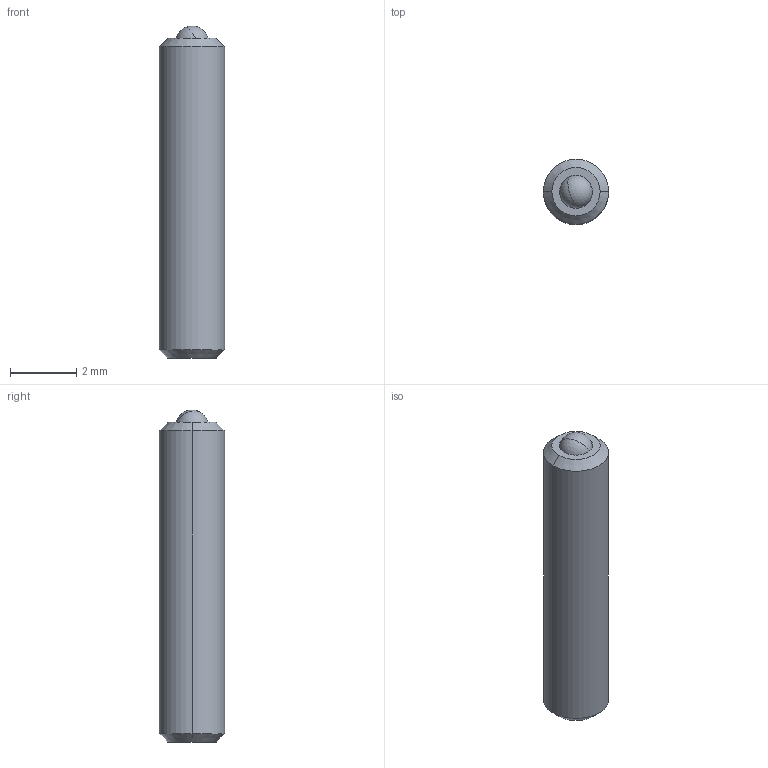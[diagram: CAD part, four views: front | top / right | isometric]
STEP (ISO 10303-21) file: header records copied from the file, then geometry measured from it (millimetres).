
FILE_DESCRIPTION (( 'STEP AP214' ), '1' );
FILE_NAME ('TTN210089-E0W.STEP', '2020-03-09T14:15:30', ( '' ), ( '' ), 'SwSTEP 2.0', 'SolidWorks 2018', '' );
FILE_SCHEMA (( 'AUTOMOTIVE_DESIGN' ));
Length unit declared in the file: inch
Products named in the file (1): TTN210089-E0W
Bounding box: 1.96 x 1.96 x 10 mm (x, y, z)
Volume: 26.8 mm3; surface area: 75.6 mm2
Topology: 2 solids, 2 shells, 28 faces, 58 edges, 32 vertices
Faces by surface type: cone 13, plane 9, cylinder 4, sphere 2
Entity records: 1116 total; most frequent: CARTESIAN_POINT 148, DIRECTION 123, ORIENTED_EDGE 102, EDGE_CURVE 51, AXIS2_PLACEMENT_3D 50, LENGTH_MEASURE_WITH_UNIT 32, UNCERTAINTY_MEASURE_WITH_UNIT 32, DIMENSIONAL_EXPONENTS 32
